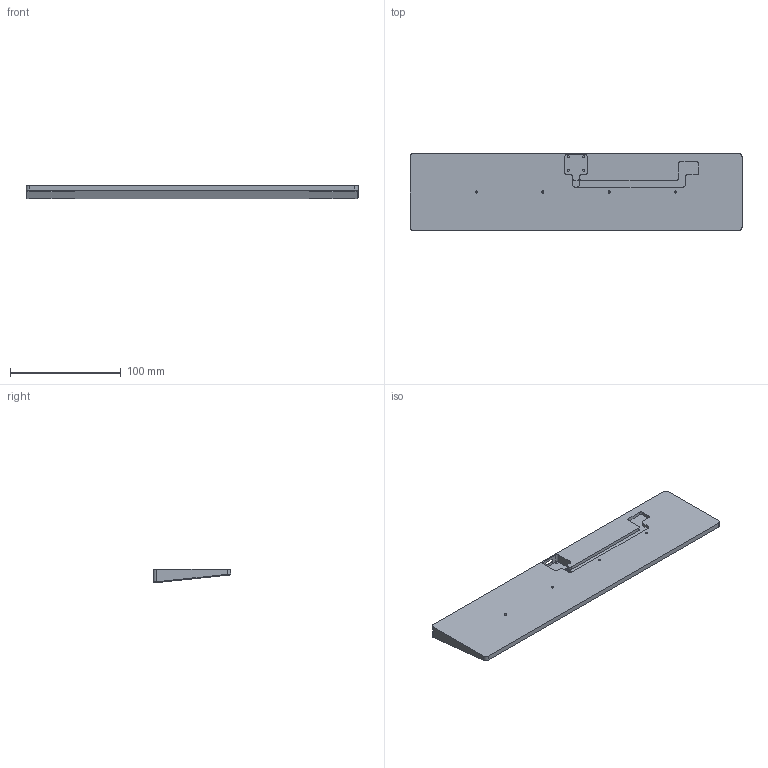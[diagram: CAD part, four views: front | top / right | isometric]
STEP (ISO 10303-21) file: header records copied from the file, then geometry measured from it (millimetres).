
FILE_DESCRIPTION(/* description */ (''),/* implementation_level */ '2;1');
FILE_NAME(/* name */ 'Final-Project-Weight.step',/* time_stamp */ '2021-12-19T15:19:12-08:00',/* author */ (''),/* organization */ (''),/* preprocessor_version */ 'ST-DEVELOPER v18.1',/* originating_system */ 'Autodesk Translation Framework v10.10.0.1391',/* authorisation */ '');
FILE_SCHEMA (('AUTOMOTIVE_DESIGN { 1 0 10303 214 3 1 1 }'));
Length unit declared in the file: millimetre
Products named in the file (1): Weight/Feet
Bounding box: 300 x 70 x 12.45 mm (x, y, z)
Volume: 179248.7 mm3; surface area: 50033.5 mm2
Topology: 1 solids, 1 shells, 101 faces, 250 edges, 164 vertices
Faces by surface type: plane 52, cylinder 41, bspline 8
Full cylindrical faces by diameter (mm): 1.75 x4, 2.05 x4
Entity records: 3178 total; most frequent: CARTESIAN_POINT 708, ORIENTED_EDGE 500, DIRECTION 500, EDGE_CURVE 250, AXIS2_PLACEMENT_3D 172, VERTEX_POINT 164, LINE 156, VECTOR 156
